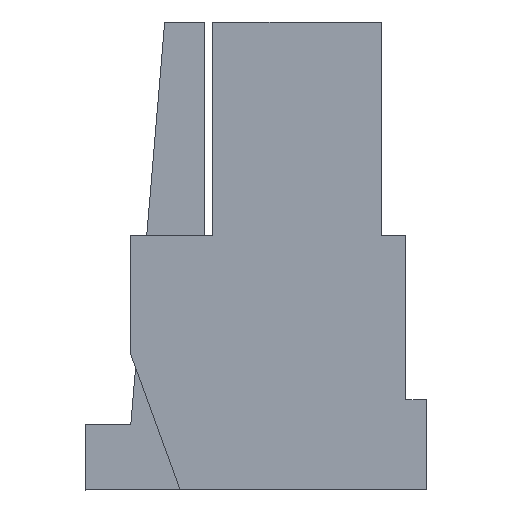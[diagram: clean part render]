
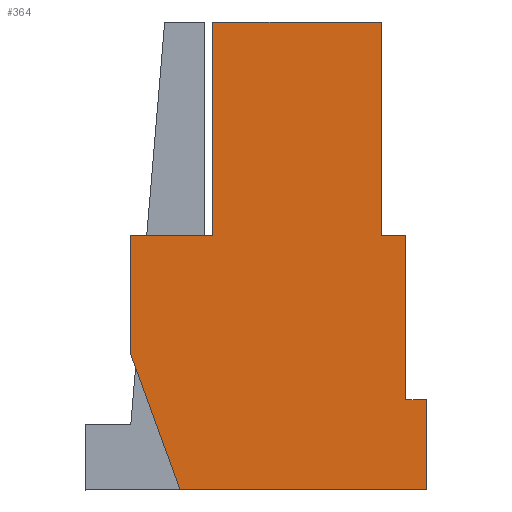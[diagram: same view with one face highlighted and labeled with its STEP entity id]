
A CAD part, left-side view. The second image highlights one B-rep face of the part: STEP entity #364.
In plain terms, the highlighted planar face has unit normal (-1, 0, 0).
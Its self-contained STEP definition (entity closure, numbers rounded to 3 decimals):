
#15 = ORIENTED_EDGE ( 'NONE', *, *, #204, .F. ) ;
#16 = ORIENTED_EDGE ( 'NONE', *, *, #238, .F. ) ;
#17 = ORIENTED_EDGE ( 'NONE', *, *, #56, .F. ) ;
#18 = EDGE_CURVE ( 'NONE', #45, #20, #618, .T. ) ;
#19 = EDGE_CURVE ( 'NONE', #186, #20, #614, .T. ) ;
#20 = VERTEX_POINT ( 'NONE', #843 ) ;
#21 = ORIENTED_EDGE ( 'NONE', *, *, #18, .F. ) ;
#45 = VERTEX_POINT ( 'NONE', #818 ) ;
#56 = EDGE_CURVE ( 'NONE', #239, #45, #667, .T. ) ;
#70 = EDGE_CURVE ( 'NONE', #193, #219, #707, .T. ) ;
#175 = VERTEX_POINT ( 'NONE', #958 ) ;
#177 = EDGE_CURVE ( 'NONE', #175, #178, #1183, .T. ) ;
#178 = VERTEX_POINT ( 'NONE', #1212 ) ;
#180 = VERTEX_POINT ( 'NONE', #1114 ) ;
#186 = VERTEX_POINT ( 'NONE', #1203 ) ;
#188 = EDGE_CURVE ( 'NONE', #186, #180, #1201, .T. ) ;
#192 = EDGE_CURVE ( 'NONE', #178, #193, #1263, .T. ) ;
#193 = VERTEX_POINT ( 'NONE', #1259 ) ;
#204 = EDGE_CURVE ( 'NONE', #227, #205, #1097, .T. ) ;
#205 = VERTEX_POINT ( 'NONE', #1093 ) ;
#219 = VERTEX_POINT ( 'NONE', #1118 ) ;
#226 = EDGE_CURVE ( 'NONE', #219, #227, #1128, .T. ) ;
#227 = VERTEX_POINT ( 'NONE', #1180 ) ;
#238 = EDGE_CURVE ( 'NONE', #205, #239, #1299, .T. ) ;
#239 = VERTEX_POINT ( 'NONE', #1295 ) ;
#364 = ADVANCED_FACE ( 'NONE', ( #1601 ), #1585, .F. ) ;
#365 = EDGE_LOOP ( 'NONE', ( #366, #367, #21, #17, #16, #15, #445, #439, #452, #453, #454 ) ) ;
#366 = ORIENTED_EDGE ( 'NONE', *, *, #188, .F. ) ;
#367 = ORIENTED_EDGE ( 'NONE', *, *, #19, .T. ) ;
#439 = ORIENTED_EDGE ( 'NONE', *, *, #70, .F. ) ;
#445 = ORIENTED_EDGE ( 'NONE', *, *, #226, .F. ) ;
#452 = ORIENTED_EDGE ( 'NONE', *, *, #192, .F. ) ;
#453 = ORIENTED_EDGE ( 'NONE', *, *, #177, .F. ) ;
#454 = ORIENTED_EDGE ( 'NONE', *, *, #455, .F. ) ;
#455 = EDGE_CURVE ( 'NONE', #180, #175, #1867, .T. ) ;
#614 = LINE ( 'NONE', #846, #845 ) ;
#615 = DIRECTION ( 'NONE',  ( 0., 0.342, 0.94 ) ) ;
#616 = VECTOR ( 'NONE', #615, 1000. ) ;
#617 = CARTESIAN_POINT ( 'NONE',  ( -2.458, 0.883, 0.673 ) ) ;
#618 = LINE ( 'NONE', #617, #616 ) ;
#664 = DIRECTION ( 'NONE',  ( 0., 1., 0. ) ) ;
#665 = VECTOR ( 'NONE', #664, 1000. ) ;
#666 = CARTESIAN_POINT ( 'NONE',  ( -2.458, 1.433, -0.975 ) ) ;
#667 = LINE ( 'NONE', #666, #665 ) ;
#704 = DIRECTION ( 'NONE',  ( 0., -1., 0. ) ) ;
#705 = VECTOR ( 'NONE', #704, 1000. ) ;
#706 = CARTESIAN_POINT ( 'NONE',  ( -2.458, -2.167, 2.125 ) ) ;
#707 = LINE ( 'NONE', #706, #705 ) ;
#818 = CARTESIAN_POINT ( 'NONE',  ( -2.458, 0.283, -0.975 ) ) ;
#843 = CARTESIAN_POINT ( 'NONE',  ( -2.458, 0.883, 0.673 ) ) ;
#844 = DIRECTION ( 'NONE',  ( 0., 0., -1. ) ) ;
#845 = VECTOR ( 'NONE', #844, 1000. ) ;
#846 = CARTESIAN_POINT ( 'NONE',  ( -2.458, 0.883, 0.673 ) ) ;
#958 = CARTESIAN_POINT ( 'NONE',  ( -2.458, -0.117, 4.725 ) ) ;
#1093 = CARTESIAN_POINT ( 'NONE',  ( -2.458, -2.717, 0.125 ) ) ;
#1094 = DIRECTION ( 'NONE',  ( 0., -1., 0. ) ) ;
#1095 = VECTOR ( 'NONE', #1094, 1000. ) ;
#1096 = CARTESIAN_POINT ( 'NONE',  ( -2.458, -2.467, 0.125 ) ) ;
#1097 = LINE ( 'NONE', #1096, #1095 ) ;
#1114 = CARTESIAN_POINT ( 'NONE',  ( -2.458, -0.117, 2.125 ) ) ;
#1116 = DIRECTION ( 'NONE',  ( 0., -1., 0. ) ) ;
#1117 = VECTOR ( 'NONE', #1116, 1000. ) ;
#1118 = CARTESIAN_POINT ( 'NONE',  ( -2.458, -2.467, 2.125 ) ) ;
#1126 = VECTOR ( 'NONE', #1181, 1000. ) ;
#1127 = CARTESIAN_POINT ( 'NONE',  ( -2.458, -2.467, 2.125 ) ) ;
#1128 = LINE ( 'NONE', #1127, #1126 ) ;
#1180 = CARTESIAN_POINT ( 'NONE',  ( -2.458, -2.467, 0.125 ) ) ;
#1181 = DIRECTION ( 'NONE',  ( 0., 0., -1. ) ) ;
#1182 = CARTESIAN_POINT ( 'NONE',  ( -2.458, -2.017, 4.725 ) ) ;
#1183 = LINE ( 'NONE', #1182, #1117 ) ;
#1198 = DIRECTION ( 'NONE',  ( 0., -1., 0. ) ) ;
#1199 = VECTOR ( 'NONE', #1198, 1000. ) ;
#1200 = CARTESIAN_POINT ( 'NONE',  ( -2.458, 0.689, 2.125 ) ) ;
#1201 = LINE ( 'NONE', #1200, #1199 ) ;
#1203 = CARTESIAN_POINT ( 'NONE',  ( -2.458, 0.883, 2.125 ) ) ;
#1212 = CARTESIAN_POINT ( 'NONE',  ( -2.458, -2.167, 4.725 ) ) ;
#1259 = CARTESIAN_POINT ( 'NONE',  ( -2.458, -2.167, 2.125 ) ) ;
#1260 = DIRECTION ( 'NONE',  ( 0., 0., -1. ) ) ;
#1261 = VECTOR ( 'NONE', #1260, 1000. ) ;
#1262 = CARTESIAN_POINT ( 'NONE',  ( -2.458, -2.167, 4.575 ) ) ;
#1263 = LINE ( 'NONE', #1262, #1261 ) ;
#1295 = CARTESIAN_POINT ( 'NONE',  ( -2.458, -2.717, -0.975 ) ) ;
#1296 = DIRECTION ( 'NONE',  ( 0., 0., -1. ) ) ;
#1297 = VECTOR ( 'NONE', #1296, 1000. ) ;
#1298 = CARTESIAN_POINT ( 'NONE',  ( -2.458, -2.717, -0.975 ) ) ;
#1299 = LINE ( 'NONE', #1298, #1297 ) ;
#1583 = AXIS2_PLACEMENT_3D ( 'NONE', #1643, #1642, #1641 ) ;
#1585 = PLANE ( 'NONE',  #1583 ) ;
#1601 = FACE_OUTER_BOUND ( 'NONE', #365, .T. ) ;
#1641 = DIRECTION ( 'NONE',  ( 0., -1., 0. ) ) ;
#1642 = DIRECTION ( 'NONE',  ( 1., 0., 0. ) ) ;
#1643 = CARTESIAN_POINT ( 'NONE',  ( -2.458, -0.842, 5.9 ) ) ;
#1864 = DIRECTION ( 'NONE',  ( 0., 0., 1. ) ) ;
#1865 = VECTOR ( 'NONE', #1864, 1000. ) ;
#1866 = CARTESIAN_POINT ( 'NONE',  ( -2.458, -0.117, 2.125 ) ) ;
#1867 = LINE ( 'NONE', #1866, #1865 ) ;
